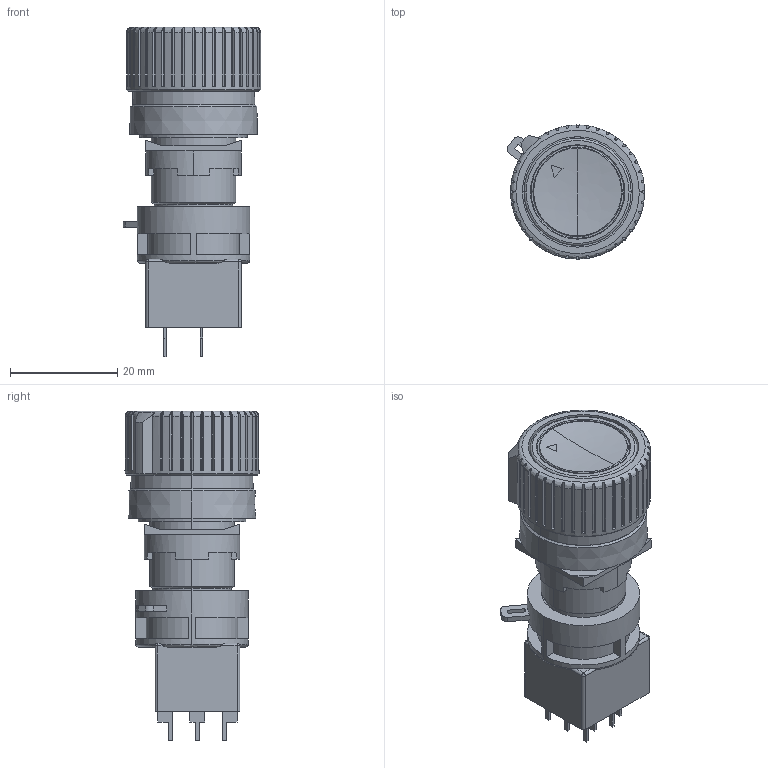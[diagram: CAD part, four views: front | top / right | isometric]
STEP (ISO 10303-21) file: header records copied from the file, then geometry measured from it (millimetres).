
FILE_DESCRIPTION (( 'STEP AP214' ), '1' );
FILE_NAME ('58_HA1R-[2][3]C2V$.STEP', '2020-10-28T02:14:07', ( 'IDEC' ), ( 'IDEC' ), 'SwSTEP 2.0', 'SolidWorks 2019', '' );
FILE_SCHEMA (( 'AUTOMOTIVE_DESIGN' ));
Length unit declared in the file: millimetre
Products named in the file (4): 58_HA1R-[2][3]C2V$; HA-C2V; 16-NUT-SET; HA1R-BODY
Assembly tree (3 placements, depth 2):
  58_HA1R-[2][3]C2V$
    HA1R-BODY
    HA-C2V
    16-NUT-SET
Bounding box: 25.59 x 25 x 61.5 mm (x, y, z)
Volume: 18776.5 mm3; surface area: 8183.4 mm2
Topology: 3 solids, 3 shells, 373 faces, 1023 edges, 670 vertices
Faces by surface type: plane 246, cylinder 91, cone 19, bspline 15, torus 2
Entity records: 14063 total; most frequent: CARTESIAN_POINT 3863, ORIENTED_EDGE 2034, DIRECTION 1835, EDGE_CURVE 1017, VERTEX_POINT 670, AXIS2_PLACEMENT_3D 634, LINE 567, VECTOR 567
